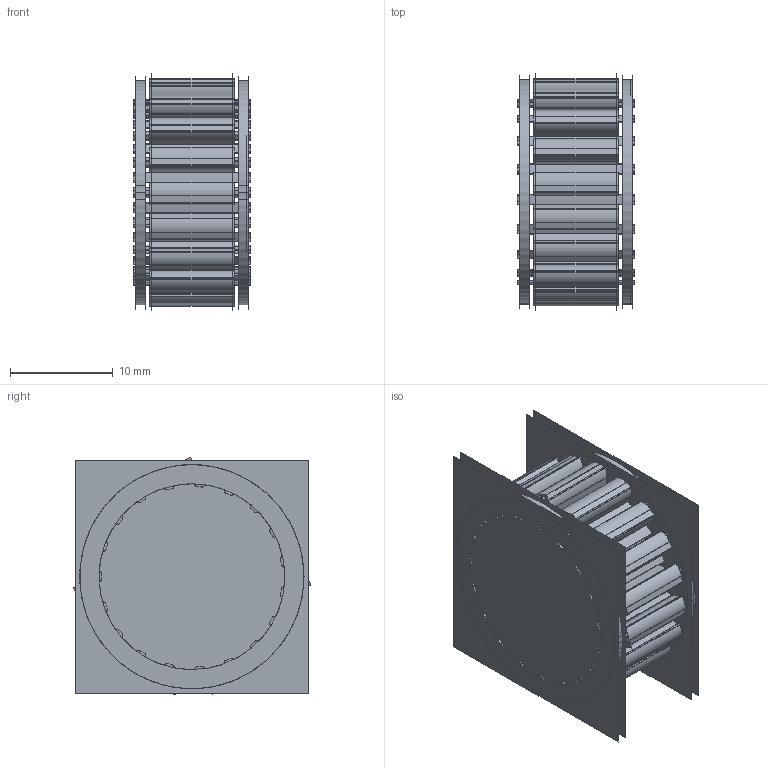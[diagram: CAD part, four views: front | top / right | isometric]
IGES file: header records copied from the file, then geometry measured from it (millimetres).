
Start section:  PTC IGES file: fe422z.igs
Global section: file name: fe422z.igs; native system: Creo Parametric by Parametric Technology Corporation; preprocessor: 2013150; author: sales 4; organization: Unknown; date: 20140324.141433; units: millimetre
Bounding box: 11.44 x 23.12 x 23.06 mm (x, y, z)
Volume: 1267.1 mm3; surface area: 23911.2 mm2
Topology: 20 solids, 20 shells, 1846 faces, 9684 edges, 12168 vertices
Faces by surface type: bspline 1078, revolution 768
